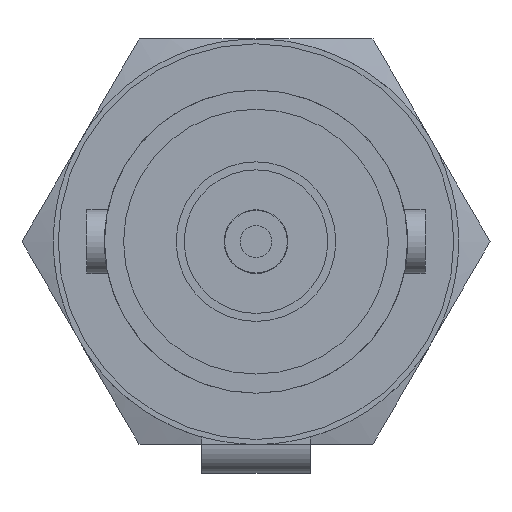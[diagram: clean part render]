
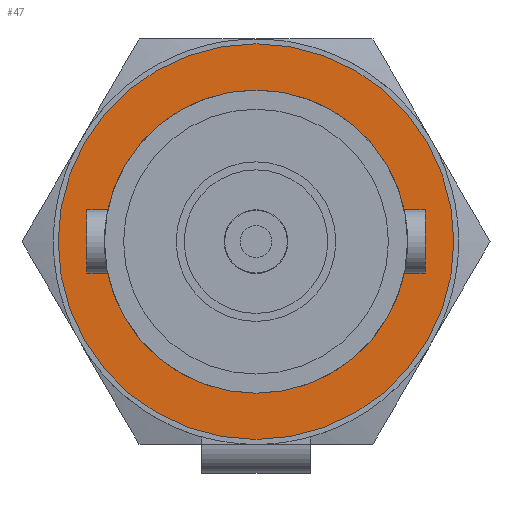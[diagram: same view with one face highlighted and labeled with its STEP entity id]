
A CAD part, left-side view. The second image highlights one B-rep face of the part: STEP entity #47.
In plain terms, the highlighted planar face has unit normal (-1, 0, 0).
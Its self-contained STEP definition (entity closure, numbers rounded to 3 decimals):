
#47 = ADVANCED_FACE('',(#48,#59),#79,.F.);
#48 = FACE_BOUND('',#49,.F.);
#49 = EDGE_LOOP('',(#50));
#50 = ORIENTED_EDGE('',*,*,#51,.F.);
#51 = EDGE_CURVE('',#52,#52,#54,.T.);
#52 = VERTEX_POINT('',#53);
#53 = CARTESIAN_POINT('',(12.769,0.,6.2));
#54 = CIRCLE('',#55,6.2);
#55 = AXIS2_PLACEMENT_3D('',#56,#57,#58);
#56 = CARTESIAN_POINT('',(12.769,0.,0.));
#57 = DIRECTION('',(-1.,0.,0.));
#58 = DIRECTION('',(0.,0.,1.));
#59 = FACE_BOUND('',#60,.F.);
#60 = EDGE_LOOP('',(#61,#72));
#61 = ORIENTED_EDGE('',*,*,#62,.T.);
#62 = EDGE_CURVE('',#63,#65,#67,.T.);
#63 = VERTEX_POINT('',#64);
#64 = CARTESIAN_POINT('',(12.769,0.,-4.75));
#65 = VERTEX_POINT('',#66);
#66 = CARTESIAN_POINT('',(12.769,0.,4.75));
#67 = CIRCLE('',#68,4.75);
#68 = AXIS2_PLACEMENT_3D('',#69,#70,#71);
#69 = CARTESIAN_POINT('',(12.769,0.,0.));
#70 = DIRECTION('',(-1.,-0.,-0.));
#71 = DIRECTION('',(0.,0.,-1.));
#72 = ORIENTED_EDGE('',*,*,#73,.T.);
#73 = EDGE_CURVE('',#65,#63,#74,.T.);
#74 = CIRCLE('',#75,4.75);
#75 = AXIS2_PLACEMENT_3D('',#76,#77,#78);
#76 = CARTESIAN_POINT('',(12.769,0.,0.));
#77 = DIRECTION('',(-1.,-0.,-0.));
#78 = DIRECTION('',(0.,0.,-1.));
#79 = PLANE('',#80);
#80 = AXIS2_PLACEMENT_3D('',#81,#82,#83);
#81 = CARTESIAN_POINT('',(12.769,6.5,0.));
#82 = DIRECTION('',(1.,0.,0.));
#83 = DIRECTION('',(0.,0.,-1.));
